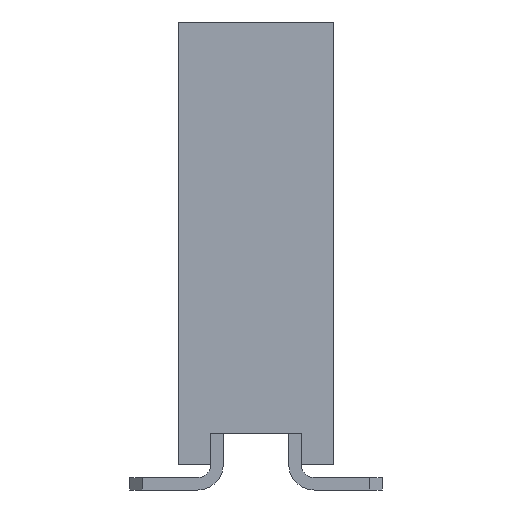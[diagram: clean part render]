
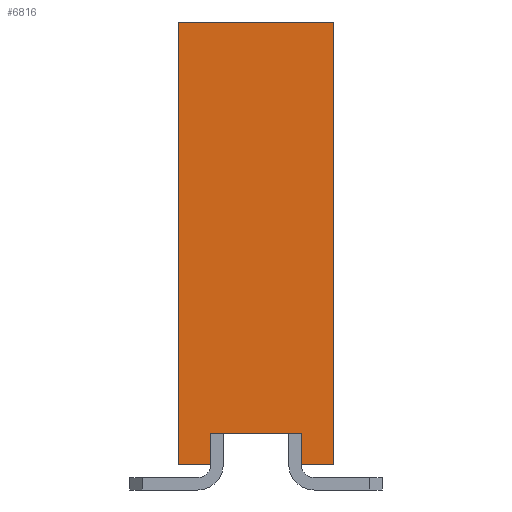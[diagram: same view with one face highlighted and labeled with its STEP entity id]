
A CAD part, left-side view. The second image highlights one B-rep face of the part: STEP entity #6816.
In plain terms, the highlighted planar face has unit normal (-1, 0, 0).
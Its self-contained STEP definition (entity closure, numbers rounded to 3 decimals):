
#598=ORIENTED_EDGE('',*,*,#2554,.F.);
#599=ORIENTED_EDGE('',*,*,#2555,.F.);
#600=ORIENTED_EDGE('',*,*,#2556,.F.);
#601=ORIENTED_EDGE('',*,*,#2211,.T.);
#602=ORIENTED_EDGE('',*,*,#2557,.T.);
#603=ORIENTED_EDGE('',*,*,#2558,.F.);
#604=ORIENTED_EDGE('',*,*,#2559,.F.);
#605=ORIENTED_EDGE('',*,*,#2552,.F.);
#2211=EDGE_CURVE('',#3190,#3189,#3805,.T.);
#2552=EDGE_CURVE('',#3530,#3531,#4146,.T.);
#2554=EDGE_CURVE('',#3532,#3530,#4148,.T.);
#2555=EDGE_CURVE('',#3533,#3532,#4149,.T.);
#2556=EDGE_CURVE('',#3190,#3533,#4150,.T.);
#2557=EDGE_CURVE('',#3189,#3534,#4151,.T.);
#2558=EDGE_CURVE('',#3535,#3534,#4152,.T.);
#2559=EDGE_CURVE('',#3531,#3535,#4153,.T.);
#3189=VERTEX_POINT('',#9488);
#3190=VERTEX_POINT('',#9490);
#3530=VERTEX_POINT('',#10219);
#3531=VERTEX_POINT('',#10221);
#3532=VERTEX_POINT('',#10225);
#3533=VERTEX_POINT('',#10227);
#3534=VERTEX_POINT('',#10230);
#3535=VERTEX_POINT('',#10232);
#3805=LINE('',#9489,#4727);
#4146=LINE('',#10220,#5068);
#4148=LINE('',#10224,#5070);
#4149=LINE('',#10226,#5071);
#4150=LINE('',#10228,#5072);
#4151=LINE('',#10229,#5073);
#4152=LINE('',#10231,#5074);
#4153=LINE('',#10233,#5075);
#4727=VECTOR('',#7647,1000.);
#5068=VECTOR('',#8086,1000.);
#5070=VECTOR('',#8090,1000.);
#5071=VECTOR('',#8091,1000.);
#5072=VECTOR('',#8092,1000.);
#5073=VECTOR('',#8093,1000.);
#5074=VECTOR('',#8094,1000.);
#5075=VECTOR('',#8095,1000.);
#5698=EDGE_LOOP('',(#598,#599,#600,#601,#602,#603,#604,#605));
#6112=FACE_BOUND('',#5698,.T.);
#6478=PLANE('',#7209);
#6816=ADVANCED_FACE('',(#6112),#6478,.F.);
#7209=AXIS2_PLACEMENT_3D('',#10223,#8088,#8089);
#7647=DIRECTION('',(0.,1.,0.));
#8086=DIRECTION('',(0.,1.,0.));
#8088=DIRECTION('',(1.,0.,0.));
#8089=DIRECTION('',(0.,0.,-1.));
#8090=DIRECTION('',(0.,0.,1.));
#8091=DIRECTION('',(0.,1.,0.));
#8092=DIRECTION('',(0.,0.,-1.));
#8093=DIRECTION('',(0.,0.,-1.));
#8094=DIRECTION('',(0.,1.,0.));
#8095=DIRECTION('',(0.,0.,-1.));
#9488=CARTESIAN_POINT('',(-30.73,1.25,3.55));
#9489=CARTESIAN_POINT('',(-30.73,-1.25,3.55));
#9490=CARTESIAN_POINT('',(-30.73,-1.25,3.55));
#10219=CARTESIAN_POINT('',(-30.73,-0.725,-3.05));
#10220=CARTESIAN_POINT('',(-30.73,-1.25,-3.05));
#10221=CARTESIAN_POINT('',(-30.73,0.725,-3.05));
#10223=CARTESIAN_POINT('',(-30.73,-1.25,3.55));
#10224=CARTESIAN_POINT('',(-30.73,-0.725,3.55));
#10225=CARTESIAN_POINT('',(-30.73,-0.725,-3.55));
#10226=CARTESIAN_POINT('',(-30.73,-1.25,-3.55));
#10227=CARTESIAN_POINT('',(-30.73,-1.25,-3.55));
#10228=CARTESIAN_POINT('',(-30.73,-1.25,3.55));
#10229=CARTESIAN_POINT('',(-30.73,1.25,3.55));
#10230=CARTESIAN_POINT('',(-30.73,1.25,-3.55));
#10231=CARTESIAN_POINT('',(-30.73,-1.25,-3.55));
#10232=CARTESIAN_POINT('',(-30.73,0.725,-3.55));
#10233=CARTESIAN_POINT('',(-30.73,0.725,3.55));
